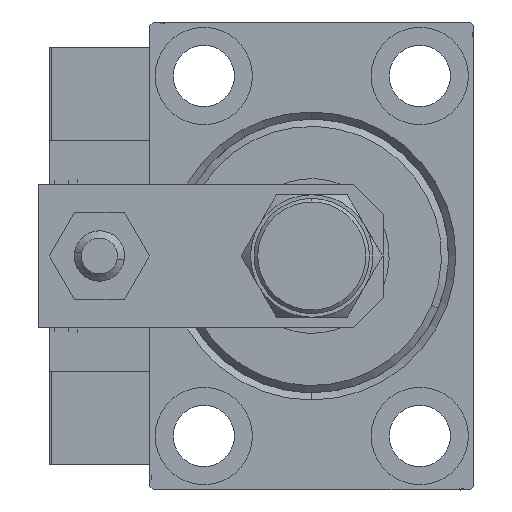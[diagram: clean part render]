
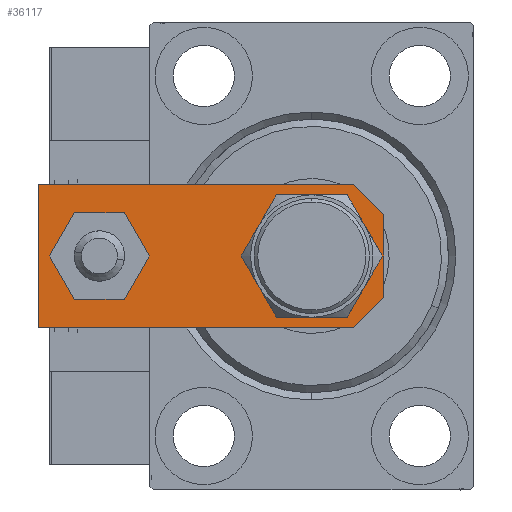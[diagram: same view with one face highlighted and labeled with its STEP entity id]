
A CAD part, left-side view. The second image highlights one B-rep face of the part: STEP entity #36117.
In plain terms, the highlighted face is planar.
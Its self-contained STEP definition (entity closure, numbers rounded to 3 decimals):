
#71 = CARTESIAN_POINT ( 'NONE',  ( 10., 48., 6. ) ) ;
#691 = EDGE_LOOP ( 'NONE', ( #20455, #32759 ) ) ;
#1259 = DIRECTION ( 'NONE',  ( 0.707, 0.707, 0. ) ) ;
#2034 = DIRECTION ( 'NONE',  ( 0., 0., 1. ) ) ;
#2083 = CARTESIAN_POINT ( 'NONE',  ( -10., 0., 6. ) ) ;
#2147 = CARTESIAN_POINT ( 'NONE',  ( -10., 48., 6. ) ) ;
#2550 = FACE_BOUND ( 'NONE', #691, .T. ) ;
#2788 = ORIENTED_EDGE ( 'NONE', *, *, #9122, .T. ) ;
#2927 = EDGE_LOOP ( 'NONE', ( #27147, #10402, #41244, #30449, #2788, #32237 ) ) ;
#3162 = DIRECTION ( 'NONE',  ( 0., -1., 0. ) ) ;
#3716 = VERTEX_POINT ( 'NONE', #36088 ) ;
#3777 = EDGE_CURVE ( 'NONE', #12336, #16093, #29291, .T. ) ;
#3810 = EDGE_CURVE ( 'NONE', #16773, #10517, #17131, .T. ) ;
#6367 = ORIENTED_EDGE ( 'NONE', *, *, #17311, .F. ) ;
#7707 = EDGE_LOOP ( 'NONE', ( #20279, #6367 ) ) ;
#9122 = EDGE_CURVE ( 'NONE', #16093, #12287, #37840, .T. ) ;
#10119 = CARTESIAN_POINT ( 'NONE',  ( -2.88, -2.88, 6. ) ) ;
#10402 = ORIENTED_EDGE ( 'NONE', *, *, #40992, .T. ) ;
#10420 = VERTEX_POINT ( 'NONE', #45379 ) ;
#10517 = VERTEX_POINT ( 'NONE', #41975 ) ;
#10564 = EDGE_CURVE ( 'NONE', #10517, #16773, #36584, .T. ) ;
#12279 = CIRCLE ( 'NONE', #44056, 7.25 ) ;
#12287 = VERTEX_POINT ( 'NONE', #33107 ) ;
#12298 = VECTOR ( 'NONE', #41252, 1000. ) ;
#12336 = VERTEX_POINT ( 'NONE', #16365 ) ;
#13042 = DIRECTION ( 'NONE',  ( 0., 0., 1. ) ) ;
#15574 = DIRECTION ( 'NONE',  ( 0., 0., 1. ) ) ;
#16041 = DIRECTION ( 'NONE',  ( -1., 0., 0. ) ) ;
#16093 = VERTEX_POINT ( 'NONE', #25457 ) ;
#16365 = CARTESIAN_POINT ( 'NONE',  ( 5.76, 0., 6. ) ) ;
#16773 = VERTEX_POINT ( 'NONE', #49471 ) ;
#17131 = CIRCLE ( 'NONE', #47230, 4. ) ;
#17311 = EDGE_CURVE ( 'NONE', #24274, #40151, #12279, .T. ) ;
#17610 = EDGE_CURVE ( 'NONE', #12287, #35575, #35419, .T. ) ;
#17751 = FACE_OUTER_BOUND ( 'NONE', #2927, .T. ) ;
#17790 = CARTESIAN_POINT ( 'NONE',  ( 7.25, 10., 6. ) ) ;
#17952 = VECTOR ( 'NONE', #1259, 1000. ) ;
#19919 = LINE ( 'NONE', #35619, #21027 ) ;
#20279 = ORIENTED_EDGE ( 'NONE', *, *, #26762, .F. ) ;
#20455 = ORIENTED_EDGE ( 'NONE', *, *, #3810, .F. ) ;
#20713 = AXIS2_PLACEMENT_3D ( 'NONE', #30204, #46158, #46669 ) ;
#20910 = CARTESIAN_POINT ( 'NONE',  ( 2.88, -2.88, 6. ) ) ;
#21027 = VECTOR ( 'NONE', #3162, 1000. ) ;
#21105 = CARTESIAN_POINT ( 'NONE',  ( 10., 0., 6. ) ) ;
#21684 = PLANE ( 'NONE',  #42808 ) ;
#21739 = DIRECTION ( 'NONE',  ( 1., 0., 0. ) ) ;
#23170 = DIRECTION ( 'NONE',  ( 1., 0., 0. ) ) ;
#23203 = LINE ( 'NONE', #10119, #47143 ) ;
#24274 = VERTEX_POINT ( 'NONE', #17790 ) ;
#24482 = DIRECTION ( 'NONE',  ( 1., 0., 0. ) ) ;
#24812 = VECTOR ( 'NONE', #16041, 1000. ) ;
#25457 = CARTESIAN_POINT ( 'NONE',  ( 10., 4.24, 6. ) ) ;
#26099 = DIRECTION ( 'NONE',  ( 0.707, -0.707, 0. ) ) ;
#26762 = EDGE_CURVE ( 'NONE', #40151, #24274, #28406, .T. ) ;
#26866 = CARTESIAN_POINT ( 'NONE',  ( -7.25, 10., 6. ) ) ;
#26886 = VECTOR ( 'NONE', #21739, 1000. ) ;
#27147 = ORIENTED_EDGE ( 'NONE', *, *, #31435, .T. ) ;
#28406 = CIRCLE ( 'NONE', #39258, 7.25 ) ;
#28418 = CARTESIAN_POINT ( 'NONE',  ( 0., 10., 6. ) ) ;
#29291 = LINE ( 'NONE', #20910, #17952 ) ;
#30204 = CARTESIAN_POINT ( 'NONE',  ( 0., 39.5, 6. ) ) ;
#30377 = LINE ( 'NONE', #2083, #26886 ) ;
#30449 = ORIENTED_EDGE ( 'NONE', *, *, #3777, .T. ) ;
#31435 = EDGE_CURVE ( 'NONE', #35575, #10420, #19919, .T. ) ;
#31831 = DIRECTION ( 'NONE',  ( 0., 0., 1. ) ) ;
#32237 = ORIENTED_EDGE ( 'NONE', *, *, #17610, .T. ) ;
#32759 = ORIENTED_EDGE ( 'NONE', *, *, #10564, .F. ) ;
#33107 = CARTESIAN_POINT ( 'NONE',  ( 10., 48., 6. ) ) ;
#33967 = DIRECTION ( 'NONE',  ( 1., 0., 0. ) ) ;
#34958 = EDGE_CURVE ( 'NONE', #3716, #12336, #30377, .T. ) ;
#35419 = LINE ( 'NONE', #71, #24812 ) ;
#35575 = VERTEX_POINT ( 'NONE', #2147 ) ;
#35619 = CARTESIAN_POINT ( 'NONE',  ( -10., 48., 6. ) ) ;
#36088 = CARTESIAN_POINT ( 'NONE',  ( -5.76, 0., 6. ) ) ;
#36117 = ADVANCED_FACE ( 'NONE', ( #2550, #17751, #49966 ), #21684, .T. ) ;
#36584 = CIRCLE ( 'NONE', #20713, 4. ) ;
#37375 = CARTESIAN_POINT ( 'NONE',  ( 0., 0., 6. ) ) ;
#37840 = LINE ( 'NONE', #21105, #12298 ) ;
#39258 = AXIS2_PLACEMENT_3D ( 'NONE', #50428, #15574, #23170 ) ;
#40151 = VERTEX_POINT ( 'NONE', #26866 ) ;
#40992 = EDGE_CURVE ( 'NONE', #10420, #3716, #23203, .T. ) ;
#41244 = ORIENTED_EDGE ( 'NONE', *, *, #34958, .T. ) ;
#41252 = DIRECTION ( 'NONE',  ( 0., 1., 0. ) ) ;
#41975 = CARTESIAN_POINT ( 'NONE',  ( 4., 39.5, 6. ) ) ;
#42808 = AXIS2_PLACEMENT_3D ( 'NONE', #37375, #2034, #33967 ) ;
#44056 = AXIS2_PLACEMENT_3D ( 'NONE', #28418, #31831, #24482 ) ;
#45379 = CARTESIAN_POINT ( 'NONE',  ( -10., 4.24, 6. ) ) ;
#46158 = DIRECTION ( 'NONE',  ( 0., 0., 1. ) ) ;
#46669 = DIRECTION ( 'NONE',  ( 1., 0., 0. ) ) ;
#47143 = VECTOR ( 'NONE', #26099, 1000. ) ;
#47230 = AXIS2_PLACEMENT_3D ( 'NONE', #48925, #13042, #49962 ) ;
#48925 = CARTESIAN_POINT ( 'NONE',  ( 0., 39.5, 6. ) ) ;
#49471 = CARTESIAN_POINT ( 'NONE',  ( -4., 39.5, 6. ) ) ;
#49962 = DIRECTION ( 'NONE',  ( 1., 0., 0. ) ) ;
#49966 = FACE_BOUND ( 'NONE', #7707, .T. ) ;
#50428 = CARTESIAN_POINT ( 'NONE',  ( 0., 10., 6. ) ) ;
